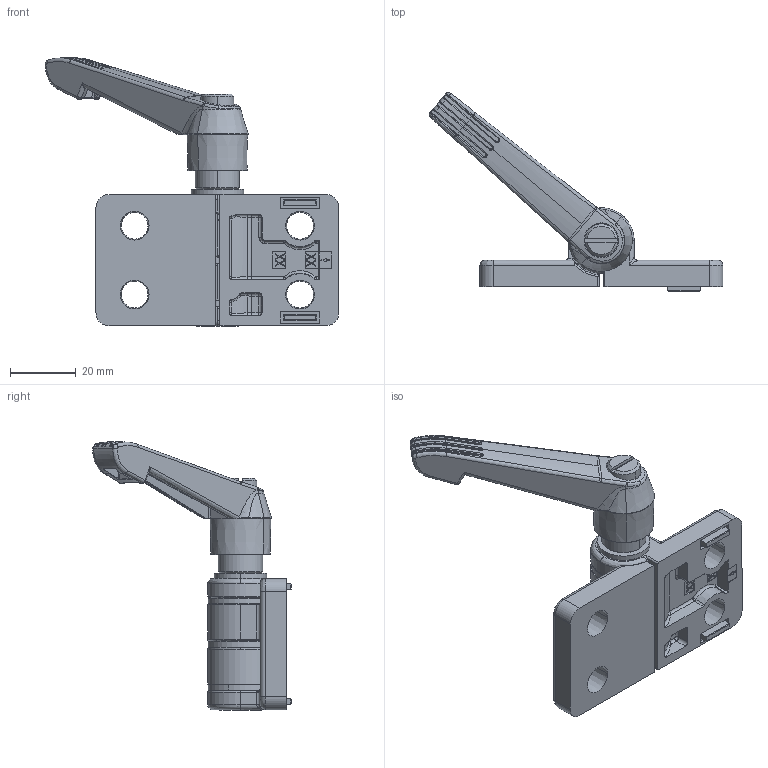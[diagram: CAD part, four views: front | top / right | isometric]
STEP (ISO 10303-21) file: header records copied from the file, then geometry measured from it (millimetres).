
FILE_DESCRIPTION (( 'STEP AP214' ), '1' );
FILE_NAME ('095zf4545f10s.STEP', '2014-09-10T06:59:05', ( '' ), ( '' ), 'SwSTEP 2.0', 'SolidWorks 2014', '' );
FILE_SCHEMA (( 'AUTOMOTIVE_DESIGN' ));
Length unit declared in the file: millimetre
Products named in the file (1): 095zf4545f10s
Bounding box: 89.46 x 60.54 x 81.92 mm (x, y, z)
Volume: 39576.1 mm3; surface area: 24282.2 mm2
Topology: 9 solids, 9 shells, 595 faces, 1475 edges, 899 vertices
Faces by surface type: plane 196, bspline 191, cylinder 126, cone 55, torus 21, sphere 6
Entity records: 53734 total; most frequent: CARTESIAN_POINT 34688, ORIENTED_EDGE 2904, DIRECTION 2008, EDGE_CURVE 1452, VERTEX_POINT 896, AXIS2_PLACEMENT_3D 710, EDGE_LOOP 642, UNCERTAINTY_MEASURE_WITH_UNIT 606
